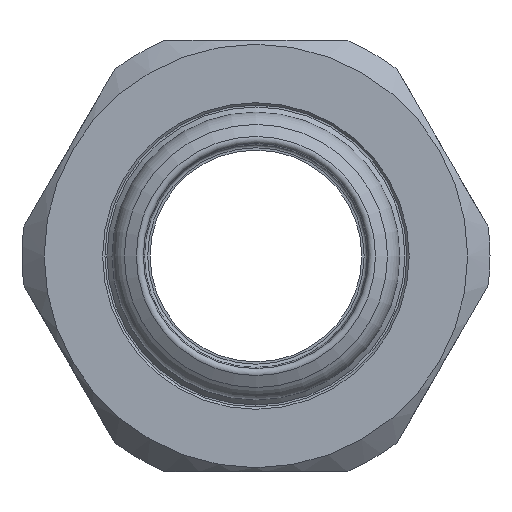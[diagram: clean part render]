
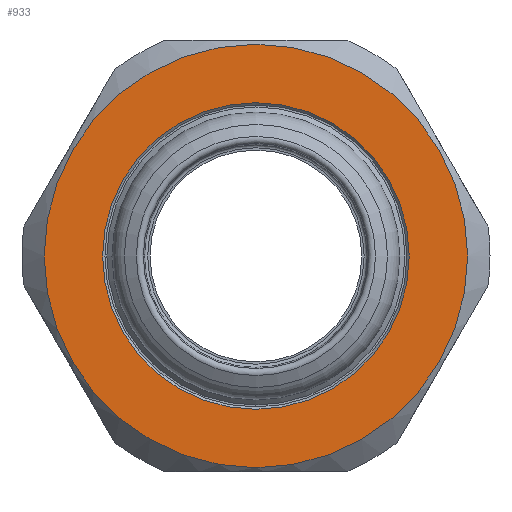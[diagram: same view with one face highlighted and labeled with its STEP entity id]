
A CAD part, left-side view. The second image highlights one B-rep face of the part: STEP entity #933.
In plain terms, the highlighted planar face has unit normal (-1, 0, 0).
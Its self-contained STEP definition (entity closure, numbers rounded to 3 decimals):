
#36=FACE_BOUND('',#181,.T.);
#89=PLANE('',#1101);
#118=FACE_OUTER_BOUND('',#180,.T.);
#180=EDGE_LOOP('',(#722));
#181=EDGE_LOOP('',(#723));
#333=CIRCLE('',#1081,27.);
#343=CIRCLE('',#1100,19.55);
#427=VERTEX_POINT('',#1647);
#436=VERTEX_POINT('',#1682);
#526=EDGE_CURVE('',#427,#427,#333,.T.);
#540=EDGE_CURVE('',#436,#436,#343,.T.);
#722=ORIENTED_EDGE('',*,*,#526,.T.);
#723=ORIENTED_EDGE('',*,*,#540,.F.);
#933=ADVANCED_FACE('',(#118,#36),#89,.T.);
#1081=AXIS2_PLACEMENT_3D('',#1649,#1271,#1272);
#1100=AXIS2_PLACEMENT_3D('',#1683,#1312,#1313);
#1101=AXIS2_PLACEMENT_3D('',#1685,#1315,#1316);
#1271=DIRECTION('center_axis',(-1.,0.,0.));
#1272=DIRECTION('ref_axis',(0.,1.,0.));
#1312=DIRECTION('center_axis',(-1.,0.,0.));
#1313=DIRECTION('ref_axis',(0.,0.,-1.));
#1315=DIRECTION('center_axis',(-1.,0.,0.));
#1316=DIRECTION('ref_axis',(0.,0.,1.));
#1647=CARTESIAN_POINT('',(-21.,-27.,0.));
#1649=CARTESIAN_POINT('Origin',(-21.,0.,0.));
#1682=CARTESIAN_POINT('',(-21.,0.,19.55));
#1683=CARTESIAN_POINT('Origin',(-21.,0.,0.));
#1685=CARTESIAN_POINT('Origin',(-21.,0.,0.));
